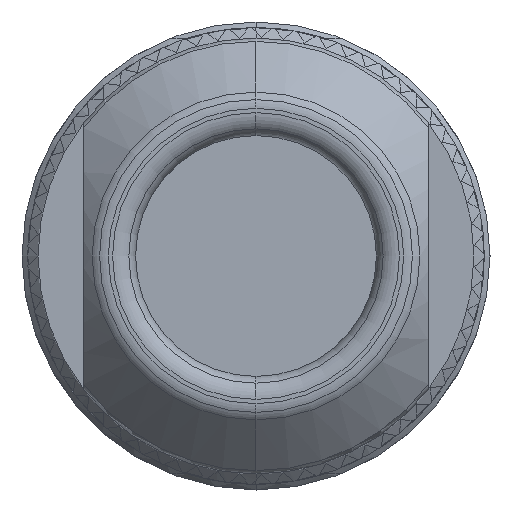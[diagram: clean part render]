
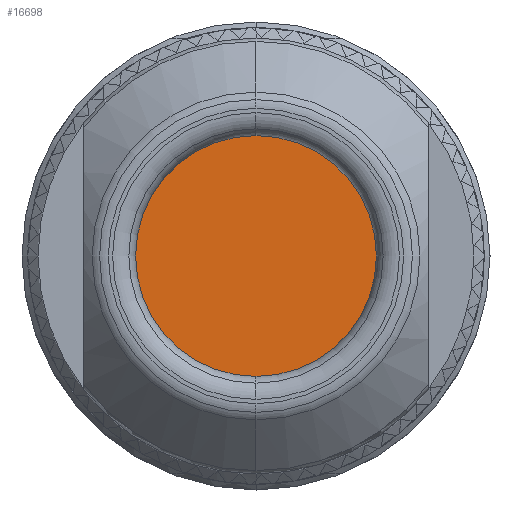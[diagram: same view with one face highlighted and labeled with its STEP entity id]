
A CAD part, left-side view. The second image highlights one B-rep face of the part: STEP entity #16698.
In plain terms, the highlighted planar face has unit normal (-1, 0, 0).
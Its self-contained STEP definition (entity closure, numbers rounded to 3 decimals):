
#3446=CARTESIAN_POINT('',(-27.7,0.,0.));
#3447=DIRECTION('',(-1.,0.,0.));
#3448=DIRECTION('',(0.,0.,-1.));
#3449=AXIS2_PLACEMENT_3D('',#3446,#3447,#3448);
#3451=CARTESIAN_POINT('',(-27.7,0.,0.));
#3452=DIRECTION('',(-1.,0.,0.));
#3453=DIRECTION('',(0.,0.,1.));
#3454=AXIS2_PLACEMENT_3D('',#3451,#3452,#3453);
#12834=CARTESIAN_POINT('',(-27.7,0.,-5.25));
#12836=VERTEX_POINT('',#12834);
#12838=CARTESIAN_POINT('',(-27.7,0.,5.25));
#12840=VERTEX_POINT('',#12838);
#16689=CARTESIAN_POINT('',(-27.7,0.,0.));
#16690=DIRECTION('',(1.,0.,0.));
#16691=DIRECTION('',(0.,1.,0.));
#16692=AXIS2_PLACEMENT_3D('',#16689,#16690,#16691);
#16693=PLANE('',#16692);
#16694=ORIENTED_EDGE('',*,*,#13882,.F.);
#16695=ORIENTED_EDGE('',*,*,#13897,.F.);
#16696=EDGE_LOOP('',(#16694,#16695));
#16697=FACE_OUTER_BOUND('',#16696,.F.);
#16698=ADVANCED_FACE('',(#16697),#16693,.F.);
#3450=CIRCLE('',#3449,5.25);
#3455=CIRCLE('',#3454,5.25);
#13882=EDGE_CURVE('',#12836,#12840,#3450,.T.);
#13897=EDGE_CURVE('',#12840,#12836,#3455,.T.);
